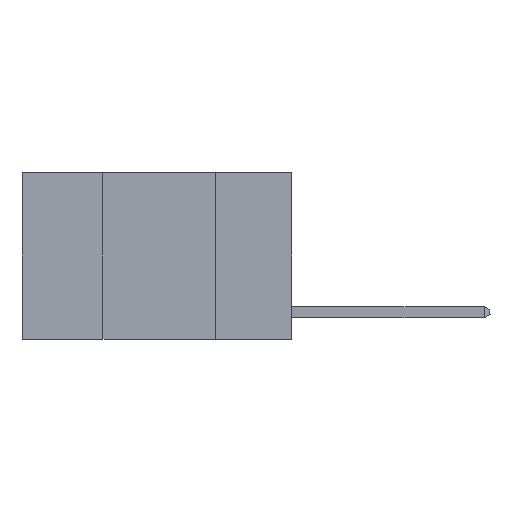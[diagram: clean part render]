
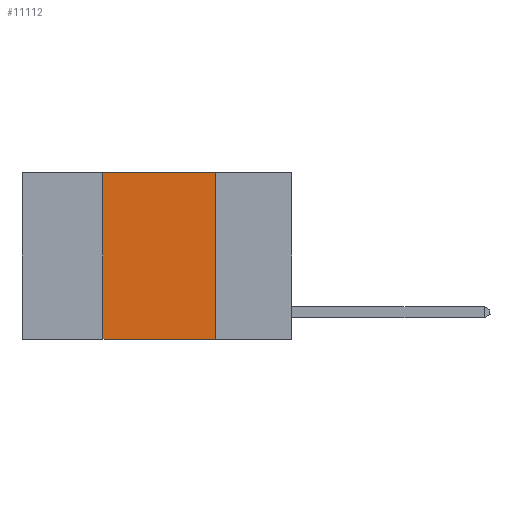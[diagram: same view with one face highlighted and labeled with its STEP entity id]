
A CAD part, left-side view. The second image highlights one B-rep face of the part: STEP entity #11112.
In plain terms, the highlighted planar face has unit normal (-1, 0, 0).
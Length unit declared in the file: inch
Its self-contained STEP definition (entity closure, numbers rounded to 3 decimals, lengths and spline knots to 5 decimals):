
#1460 = VECTOR ( 'NONE', #23129, 39.37008 ) ;
#2191 = AXIS2_PLACEMENT_3D ( 'NONE', #9179, #15573, #27319 ) ;
#3735 = CARTESIAN_POINT ( 'NONE',  ( 0., 0.6, -0.37 ) ) ;
#5212 = VERTEX_POINT ( 'NONE', #22521 ) ;
#5340 = CARTESIAN_POINT ( 'NONE',  ( 0., 0.42, -0.37 ) ) ;
#5617 = VECTOR ( 'NONE', #21583, 39.37008 ) ;
#5864 = VECTOR ( 'NONE', #13175, 39.37008 ) ;
#7205 = EDGE_CURVE ( 'NONE', #5212, #27086, #10006, .T. ) ;
#7339 = ORIENTED_EDGE ( 'NONE', *, *, #22303, .F. ) ;
#8567 = CARTESIAN_POINT ( 'NONE',  ( 0., 0.17, 0. ) ) ;
#9179 = CARTESIAN_POINT ( 'NONE',  ( 0., 0.6, 0. ) ) ;
#10006 = LINE ( 'NONE', #21295, #25641 ) ;
#11112 = ADVANCED_FACE ( 'NONE', ( #27464 ), #27175, .F. ) ;
#12118 = VERTEX_POINT ( 'NONE', #5340 ) ;
#13100 = LINE ( 'NONE', #3735, #5617 ) ;
#13175 = DIRECTION ( 'NONE',  ( 0., 0., -1. ) ) ;
#13792 = ORIENTED_EDGE ( 'NONE', *, *, #7205, .F. ) ;
#14508 = LINE ( 'NONE', #18837, #1460 ) ;
#15573 = DIRECTION ( 'NONE',  ( 1., 0., 0. ) ) ;
#18409 = EDGE_CURVE ( 'NONE', #12118, #5212, #14508, .T. ) ;
#18669 = VERTEX_POINT ( 'NONE', #20420 ) ;
#18794 = EDGE_LOOP ( 'NONE', ( #7339, #13792, #24310, #27629 ) ) ;
#18837 = CARTESIAN_POINT ( 'NONE',  ( 0., 0.42, 0. ) ) ;
#19078 = DIRECTION ( 'NONE',  ( 0., -1., 0. ) ) ;
#19718 = LINE ( 'NONE', #8567, #5864 ) ;
#20420 = CARTESIAN_POINT ( 'NONE',  ( 0., 0.17, -0.37 ) ) ;
#21295 = CARTESIAN_POINT ( 'NONE',  ( 0., 0.6, 0. ) ) ;
#21583 = DIRECTION ( 'NONE',  ( 0., -1., 0. ) ) ;
#22303 = EDGE_CURVE ( 'NONE', #27086, #18669, #19718, .T. ) ;
#22521 = CARTESIAN_POINT ( 'NONE',  ( 0., 0.42, 0. ) ) ;
#23129 = DIRECTION ( 'NONE',  ( 0., 0., 1. ) ) ;
#23288 = EDGE_CURVE ( 'NONE', #12118, #18669, #13100, .T. ) ;
#24310 = ORIENTED_EDGE ( 'NONE', *, *, #18409, .F. ) ;
#25641 = VECTOR ( 'NONE', #19078, 39.37008 ) ;
#27086 = VERTEX_POINT ( 'NONE', #28537 ) ;
#27175 = PLANE ( 'NONE',  #2191 ) ;
#27319 = DIRECTION ( 'NONE',  ( 0., 0., -1. ) ) ;
#27464 = FACE_OUTER_BOUND ( 'NONE', #18794, .T. ) ;
#27629 = ORIENTED_EDGE ( 'NONE', *, *, #23288, .T. ) ;
#28537 = CARTESIAN_POINT ( 'NONE',  ( 0., 0.17, 0. ) ) ;
